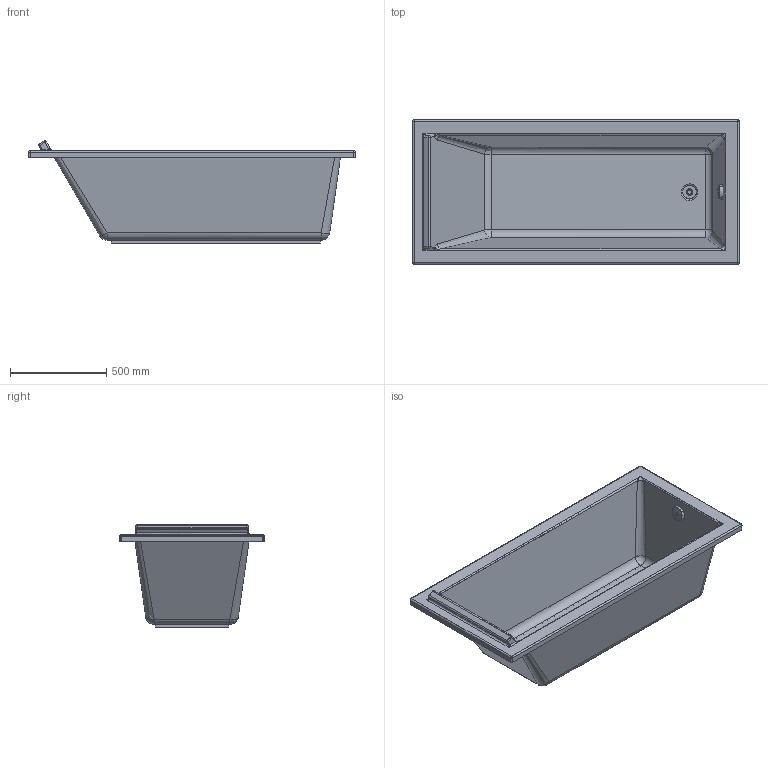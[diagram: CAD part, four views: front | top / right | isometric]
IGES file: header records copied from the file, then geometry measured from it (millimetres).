
Global section: file name: No Iges File Name specified; native system: Autodesk Inventor 2011; preprocessor: AutoDesk Inventor Iges Exporter R2011; author: Administrator; date: 20130628.085810; units: millimetre
Bounding box: 1700 x 750 x 532.07 mm (x, y, z)
Volume: 19511726.9 mm3; surface area: 6433756.9 mm2
Topology: 4 solids, 4 shells, 334 faces, 861 edges, 509 vertices
Faces by surface type: plane 128, revolution 86, bspline 58, cylinder 40, sphere 10, cone 8, torus 4
